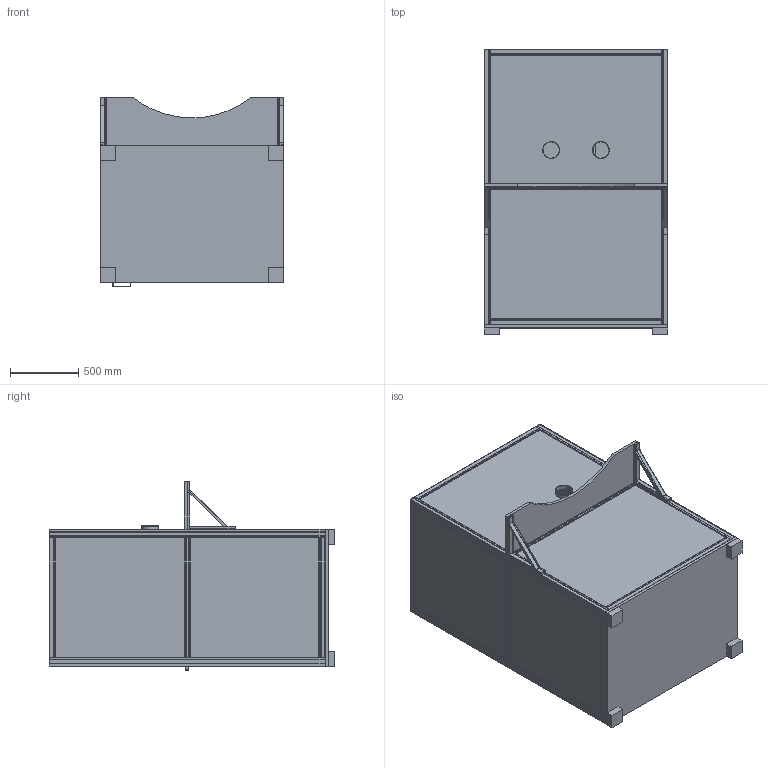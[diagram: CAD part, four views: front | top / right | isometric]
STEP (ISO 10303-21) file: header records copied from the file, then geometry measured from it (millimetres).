
FILE_DESCRIPTION(('FreeCAD Model'),'2;1');
FILE_NAME('Open CASCADE Shape Model','2025-04-29T15:31:19',('FreeCAD'),( 'FreeCAD'),'Open CASCADE STEP processor 7.6','FreeCAD','Unknown');
FILE_SCHEMA(('AUTOMOTIVE_DESIGN { 1 0 10303 214 1 1 1 1 }'));
Length unit declared in the file: millimetre
Products named in the file (1): Open CASCADE STEP translator 7.6 1
Bounding box: 1351.95 x 2099.96 x 1387.41 mm (x, y, z)
Volume: 86451155.8 mm3; surface area: 36141385 mm2
Topology: 67 solids, 67 shells, 968 faces, 2504 edges, 1672 vertices
Faces by surface type: bspline 968
Entity records: 26842 total; most frequent: CARTESIAN_POINT 11101, ORIENTED_EDGE 5008, EDGE_CURVE 2504, B_SPLINE_CURVE_WITH_KNOTS 2392, VERTEX_POINT 1672, FACE_BOUND 1066, EDGE_LOOP 1066, ADVANCED_FACE 968
